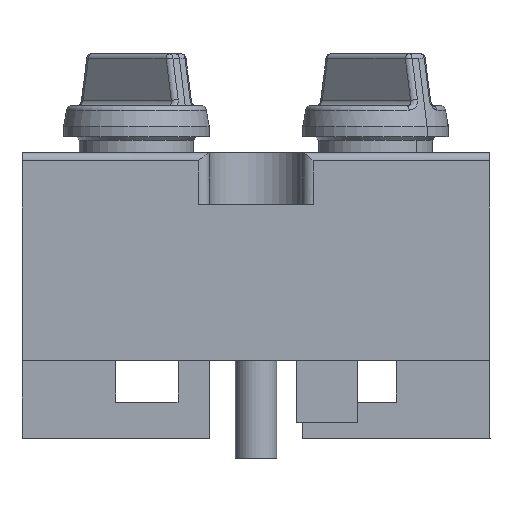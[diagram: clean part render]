
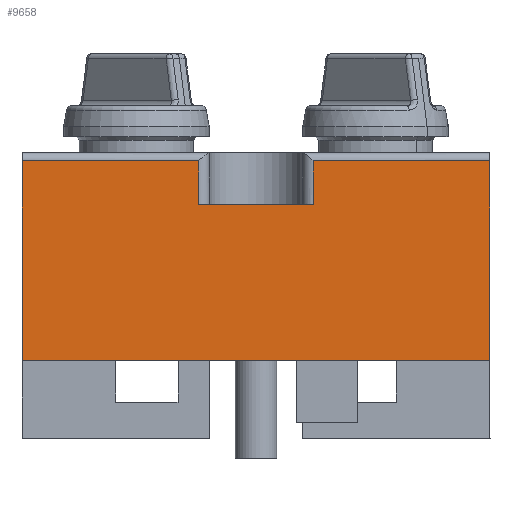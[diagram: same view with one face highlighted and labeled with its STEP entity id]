
A CAD part, front view. The second image highlights one B-rep face of the part: STEP entity #9658.
In plain terms, the highlighted planar face has unit normal (0, -1, 0).
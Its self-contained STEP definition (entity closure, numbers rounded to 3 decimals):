
#1218 = DIRECTION ( 'NONE',  ( 1., 0., 0. ) ) ;
#1219 = VECTOR ( 'NONE', #1218, 1000. ) ;
#1220 = CARTESIAN_POINT ( 'NONE',  ( -121.111, -77.267, -24. ) ) ;
#1221 = LINE ( 'NONE', #1220, #1219 ) ;
#1222 = CARTESIAN_POINT ( 'NONE',  ( 8.484, -77.267, -24. ) ) ;
#1281 = CARTESIAN_POINT ( 'NONE',  ( -36.516, -77.267, -24. ) ) ;
#1808 = CARTESIAN_POINT ( 'NONE',  ( -8.516, -77.267, -4.8 ) ) ;
#1840 = DIRECTION ( 'NONE',  ( 1., 0., 0. ) ) ;
#1841 = VECTOR ( 'NONE', #1840, 1000. ) ;
#1842 = CARTESIAN_POINT ( 'NONE',  ( -121.111, -77.267, -4.8 ) ) ;
#1843 = LINE ( 'NONE', #1842, #1841 ) ;
#1878 = CARTESIAN_POINT ( 'NONE',  ( 8.484, -77.267, -4.8 ) ) ;
#1898 = DIRECTION ( 'NONE',  ( 0., 0., -1. ) ) ;
#1899 = VECTOR ( 'NONE', #1898, 1000. ) ;
#1900 = CARTESIAN_POINT ( 'NONE',  ( 8.484, -77.267, -4.8 ) ) ;
#1901 = LINE ( 'NONE', #1900, #1899 ) ;
#1959 = FACE_OUTER_BOUND ( 'NONE', #9627, .T. ) ;
#1975 = CARTESIAN_POINT ( 'NONE',  ( -19.516, -77.267, -9. ) ) ;
#1976 = DIRECTION ( 'NONE',  ( 1., 0., 0. ) ) ;
#1977 = VECTOR ( 'NONE', #1976, 1000. ) ;
#1978 = CARTESIAN_POINT ( 'NONE',  ( -19.516, -77.267, -9. ) ) ;
#1979 = LINE ( 'NONE', #1978, #1977 ) ;
#1984 = CARTESIAN_POINT ( 'NONE',  ( -8.516, -77.267, -9. ) ) ;
#1985 = DIRECTION ( 'NONE',  ( 0., 0., 1. ) ) ;
#1986 = VECTOR ( 'NONE', #1985, 1000. ) ;
#1987 = CARTESIAN_POINT ( 'NONE',  ( -8.516, -77.267, -9. ) ) ;
#1988 = LINE ( 'NONE', #1987, #1986 ) ;
#1995 = DIRECTION ( 'NONE',  ( 1., 0., 0. ) ) ;
#1996 = DIRECTION ( 'NONE',  ( 0., -1., 0. ) ) ;
#1997 = CARTESIAN_POINT ( 'NONE',  ( -121.111, -77.267, -4.8 ) ) ;
#1998 = AXIS2_PLACEMENT_3D ( 'NONE', #1997, #1996, #1995 ) ;
#1999 = PLANE ( 'NONE',  #1998 ) ;
#2003 = DIRECTION ( 'NONE',  ( 0., 0., 1. ) ) ;
#2004 = VECTOR ( 'NONE', #2003, 1000. ) ;
#2005 = CARTESIAN_POINT ( 'NONE',  ( -19.516, -77.267, -9. ) ) ;
#2010 = LINE ( 'NONE', #2005, #2004 ) ;
#2046 = CARTESIAN_POINT ( 'NONE',  ( -36.516, -77.267, -4.8 ) ) ;
#2049 = CARTESIAN_POINT ( 'NONE',  ( -19.516, -77.267, -4.8 ) ) ;
#2113 = LINE ( 'NONE', #2175, #2174 ) ;
#2121 = DIRECTION ( 'NONE',  ( 1., 0., 0. ) ) ;
#2122 = VECTOR ( 'NONE', #2121, 1000. ) ;
#2123 = CARTESIAN_POINT ( 'NONE',  ( -121.111, -77.267, -4.8 ) ) ;
#2124 = LINE ( 'NONE', #2123, #2122 ) ;
#2173 = DIRECTION ( 'NONE',  ( 0., 0., -1. ) ) ;
#2174 = VECTOR ( 'NONE', #2173, 1000. ) ;
#2175 = CARTESIAN_POINT ( 'NONE',  ( -36.516, -77.267, -4.8 ) ) ;
#9407 = VERTEX_POINT ( 'NONE', #1222 ) ;
#9410 = EDGE_CURVE ( 'NONE', #9412, #9407, #1221, .T. ) ;
#9412 = VERTEX_POINT ( 'NONE', #1281 ) ;
#9618 = VERTEX_POINT ( 'NONE', #1808 ) ;
#9622 = EDGE_CURVE ( 'NONE', #9618, #9624, #1843, .T. ) ;
#9624 = VERTEX_POINT ( 'NONE', #1878 ) ;
#9627 = EDGE_LOOP ( 'NONE', ( #9660, #9663, #9668, #9673, #9680, #9719, #9724, #9726 ) ) ;
#9643 = EDGE_CURVE ( 'NONE', #9624, #9407, #1901, .T. ) ;
#9658 = ADVANCED_FACE ( 'NONE', ( #1959 ), #1999, .T. ) ;
#9660 = ORIENTED_EDGE ( 'NONE', *, *, #9622, .F. ) ;
#9663 = ORIENTED_EDGE ( 'NONE', *, *, #9665, .F. ) ;
#9665 = EDGE_CURVE ( 'NONE', #9666, #9618, #1988, .T. ) ;
#9666 = VERTEX_POINT ( 'NONE', #1984 ) ;
#9668 = ORIENTED_EDGE ( 'NONE', *, *, #9670, .F. ) ;
#9670 = EDGE_CURVE ( 'NONE', #9671, #9666, #1979, .T. ) ;
#9671 = VERTEX_POINT ( 'NONE', #1975 ) ;
#9673 = ORIENTED_EDGE ( 'NONE', *, *, #9675, .T. ) ;
#9675 = EDGE_CURVE ( 'NONE', #9671, #9677, #2010, .T. ) ;
#9677 = VERTEX_POINT ( 'NONE', #2049 ) ;
#9680 = ORIENTED_EDGE ( 'NONE', *, *, #9715, .F. ) ;
#9681 = VERTEX_POINT ( 'NONE', #2046 ) ;
#9715 = EDGE_CURVE ( 'NONE', #9681, #9677, #2124, .T. ) ;
#9719 = ORIENTED_EDGE ( 'NONE', *, *, #9720, .T. ) ;
#9720 = EDGE_CURVE ( 'NONE', #9681, #9412, #2113, .T. ) ;
#9724 = ORIENTED_EDGE ( 'NONE', *, *, #9410, .T. ) ;
#9726 = ORIENTED_EDGE ( 'NONE', *, *, #9643, .F. ) ;
